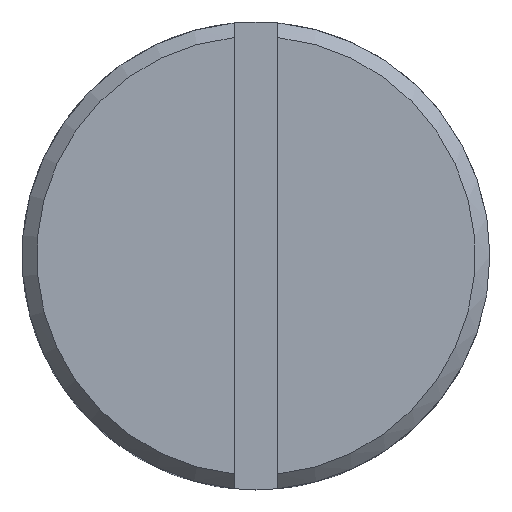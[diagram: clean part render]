
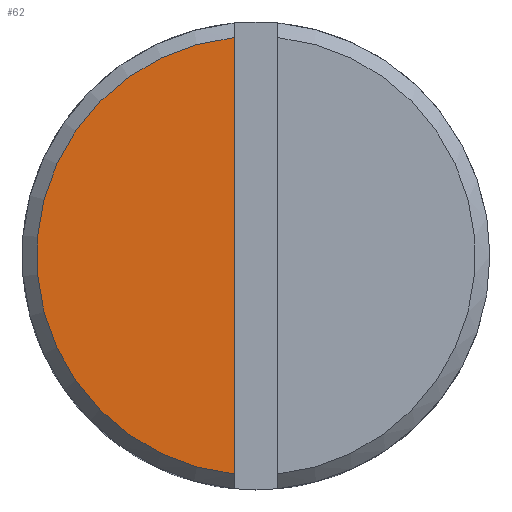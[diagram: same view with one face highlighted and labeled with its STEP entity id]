
A CAD part, top view. The second image highlights one B-rep face of the part: STEP entity #62.
In plain terms, the highlighted planar face has unit normal (0, 0, 1).
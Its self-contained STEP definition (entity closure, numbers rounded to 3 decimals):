
#62 = ADVANCED_FACE( '', ( #124 ), #125, .T. );
#124 = FACE_OUTER_BOUND( '', #179, .T. );
#125 = PLANE( '', #180 );
#179 = EDGE_LOOP( '', ( #279, #280 ) );
#180 = AXIS2_PLACEMENT_3D( '', #281, #282, #283 );
#279 = ORIENTED_EDGE( '', *, *, #321, .T. );
#280 = ORIENTED_EDGE( '', *, *, #315, .T. );
#281 = CARTESIAN_POINT( '', ( 0., 0., 22. ) );
#282 = DIRECTION( '', ( 0., 0., 1. ) );
#283 = DIRECTION( '', ( 1., 0., 0. ) );
#315 = EDGE_CURVE( '', #366, #368, #370, .T. );
#321 = EDGE_CURVE( '', #368, #366, #376, .T. );
#366 = VERTEX_POINT( '', #433 );
#368 = VERTEX_POINT( '', #438 );
#370 = CIRCLE( '', #443, 7.5 );
#376 = LINE( '', #451, #452 );
#433 = CARTESIAN_POINT( '', ( -0.75, 7.462, 22. ) );
#438 = CARTESIAN_POINT( '', ( -0.75, -7.462, 22. ) );
#443 = AXIS2_PLACEMENT_3D( '', #495, #496, #497 );
#451 = CARTESIAN_POINT( '', ( -0.75, -10., 22. ) );
#452 = VECTOR( '', #500, 1000. );
#495 = CARTESIAN_POINT( '', ( 0., 0., 22. ) );
#496 = DIRECTION( '', ( 0., 0., 1. ) );
#497 = DIRECTION( '', ( 1., 0., 0. ) );
#500 = DIRECTION( '', ( 0., 1., 0. ) );
